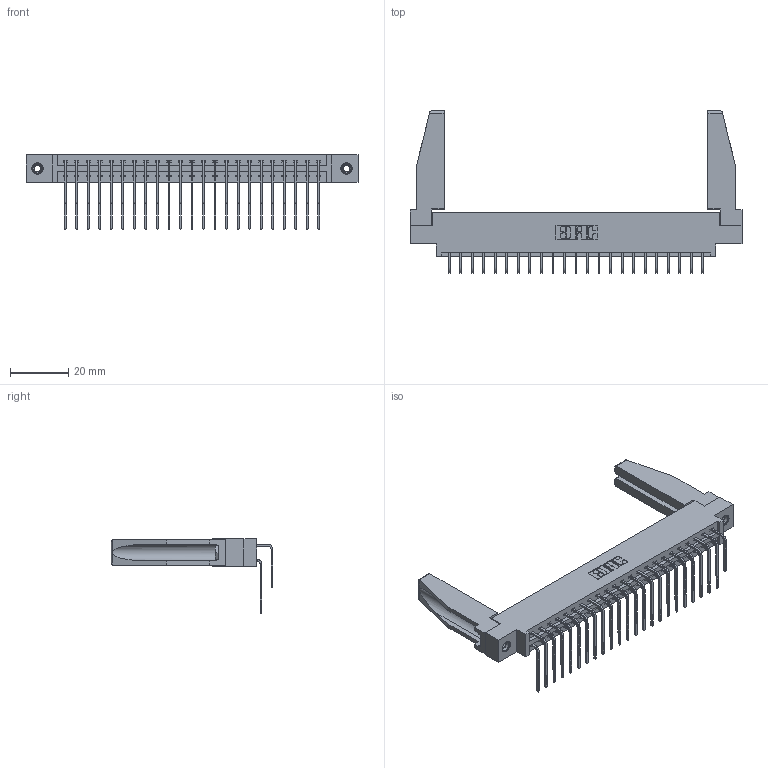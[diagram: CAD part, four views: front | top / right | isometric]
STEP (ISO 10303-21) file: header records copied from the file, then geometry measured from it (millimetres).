
FILE_DESCRIPTION (( 'STEP AP203' ), '1' );
FILE_NAME ('337-046-559-878.STEP', '2019-10-11T14:59:50', ( '' ), ( '' ), 'SwSTEP 2.0', 'SolidWorks 2016', '' );
FILE_SCHEMA (( 'CONFIG_CONTROL_DESIGN' ));
Length unit declared in the file: inch
Products named in the file (6): 337-046-559-878; 307-220-078; 345-292-001_559 Tail - 2; 337 Part_0.170 Offset - 0.156 Dia-TI; 345-292-001_558 559 Tail - 1; 345-250-001_345-250-001-102
Assembly tree (51 placements, depth 2):
  337-046-559-878
    337 Part_0.170 Offset - 0.156 Dia-TI
    345-292-001_558 559 Tail - 1  x23
    345-292-001_559 Tail - 2  x23
    345-250-001_345-250-001-102  x2
    307-220-078  x2
Bounding box: 114.15 x 55.69 x 25.53 mm (x, y, z)
Volume: 15918.1 mm3; surface area: 18567.1 mm2
Topology: 51 solids, 51 shells, 2824 faces, 8335 edges, 5486 vertices
Faces by surface type: plane 1998, cylinder 810, cone 12, torus 4
Entity records: 24646 total; most frequent: CARTESIAN_POINT 4215, ORIENTED_EDGE 4056, DIRECTION 3608, EDGE_CURVE 2028, LINE 1822, VECTOR 1822, VERTEX_POINT 1344, AXIS2_PLACEMENT_3D 893
